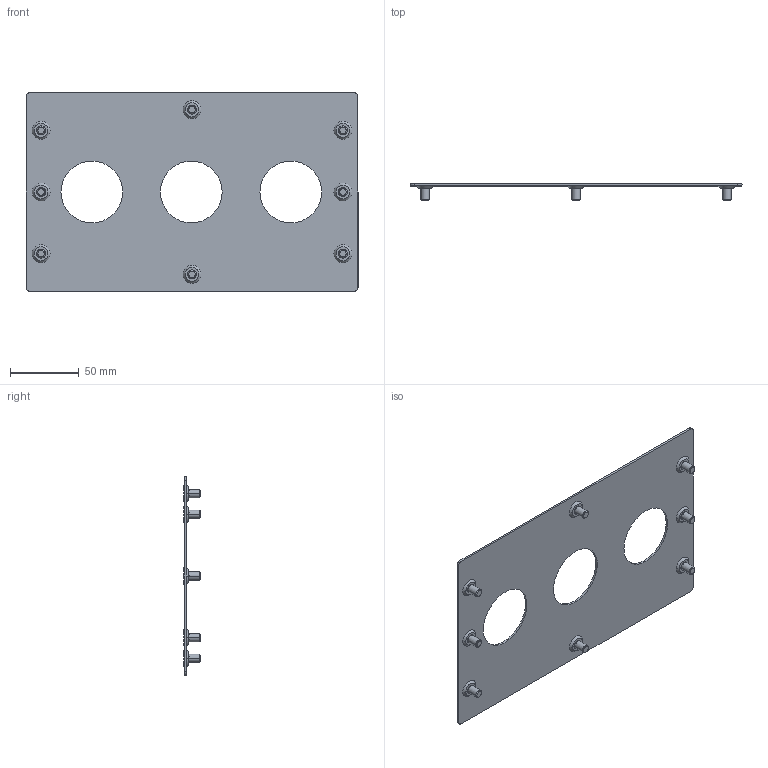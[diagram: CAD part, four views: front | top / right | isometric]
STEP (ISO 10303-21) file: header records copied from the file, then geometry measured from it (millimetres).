
FILE_DESCRIPTION(('STEP AP214'),'1');
FILE_NAME('cctmp_D74F542F-D0AE-4A11-9CE8-A5729BA6B38C_2024_06_07_11_26_33_0665..stp','2024-06-07T09:26:33',('SIEMENS A&D'),('CADClick - www.CADClick.com'),'Spatial InterOp 3D',' ','unknown authorization');
FILE_SCHEMA(('AUTOMOTIVE_DESIGN'));
Length unit declared in the file: millimetre
Products named in the file (10): cc_unnamed; 2024_06_07_11_26_33_0642; 2024_06_07_11_26_33_0601; 2024_06_07_11_26_33_0560; 2024_06_07_11_26_33_0519; 2024_06_07_11_26_33_0478; 2024_06_07_11_26_33_0437; 2024_06_07_11_26_33_0397; 2024_06_07_11_26_33_0356; 2024_06_07_11_26_33_0316
Assembly tree (9 placements, depth 2):
  cc_unnamed
    2024_06_07_11_26_33_0642
    2024_06_07_11_26_33_0601
    2024_06_07_11_26_33_0560
    2024_06_07_11_26_33_0519
    2024_06_07_11_26_33_0478
    2024_06_07_11_26_33_0437
    2024_06_07_11_26_33_0397
    2024_06_07_11_26_33_0356
    2024_06_07_11_26_33_0316
Bounding box: 242 x 12 x 145 mm (x, y, z)
Volume: 48281 mm3; surface area: 66326 mm2
Topology: 9 solids, 9 shells, 223 faces, 500 edges, 314 vertices
Faces by surface type: plane 101, cone 64, cylinder 58
Entity records: 8297 total; most frequent: DIRECTION 1162, CARTESIAN_POINT 1047, ORIENTED_EDGE 1000, EDGE_CURVE 500, AXIS2_PLACEMENT_3D 429, VERTEX_POINT 314, LINE 304, VECTOR 304
